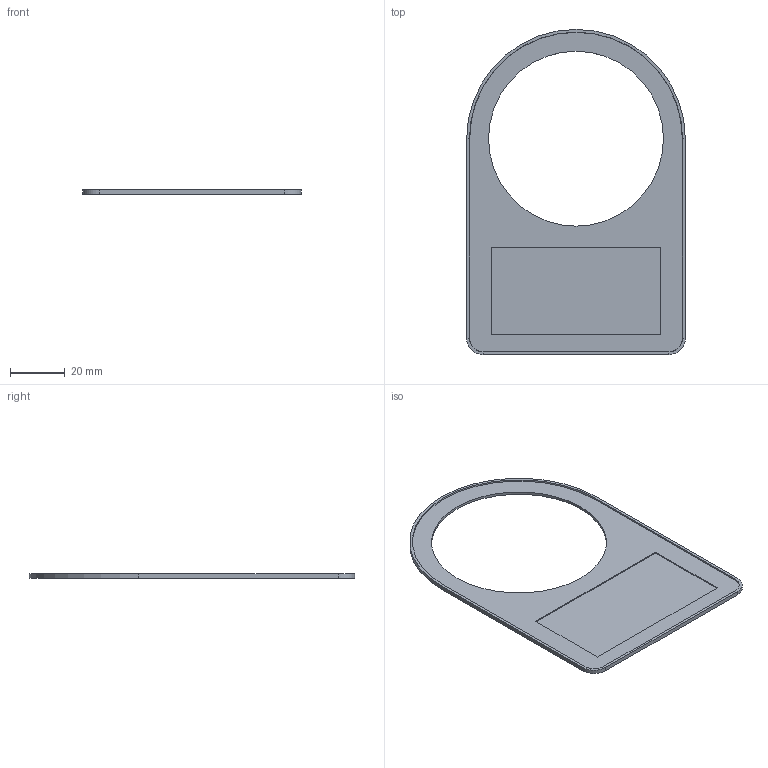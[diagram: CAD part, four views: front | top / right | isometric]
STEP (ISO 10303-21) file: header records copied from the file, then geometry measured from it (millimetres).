
FILE_DESCRIPTION(('FreeCAD Model'),'2;1');
FILE_NAME('Open CASCADE Shape Model','2023-11-13T14:47:29',(''),(''), 'Open CASCADE STEP processor 7.6','FreeCAD','Unknown');
FILE_SCHEMA(('AUTOMOTIVE_DESIGN { 1 0 10303 214 1 1 1 1 }'));
Length unit declared in the file: millimetre
Products named in the file (1): Body
Bounding box: 80 x 119 x 1.5 mm (x, y, z)
Volume: 4992.7 mm3; surface area: 12163.4 mm2
Topology: 1 solids, 1 shells, 26 faces, 57 edges, 34 vertices
Faces by surface type: plane 19, cylinder 4, cone 3
Full cylindrical faces by diameter (mm): 64 x1
Entity records: 1487 total; most frequent: CARTESIAN_POINT 274, DIRECTION 232, LINE 143, VECTOR 143, ORIENTED_EDGE 114, PCURVE 114, DEFINITIONAL_REPRESENTATION 114, EDGE_CURVE 57
